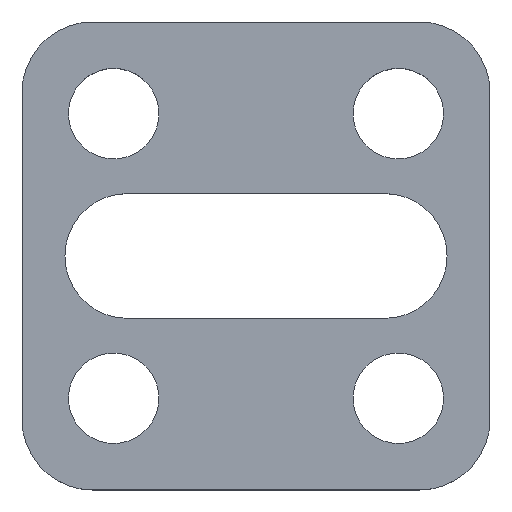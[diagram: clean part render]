
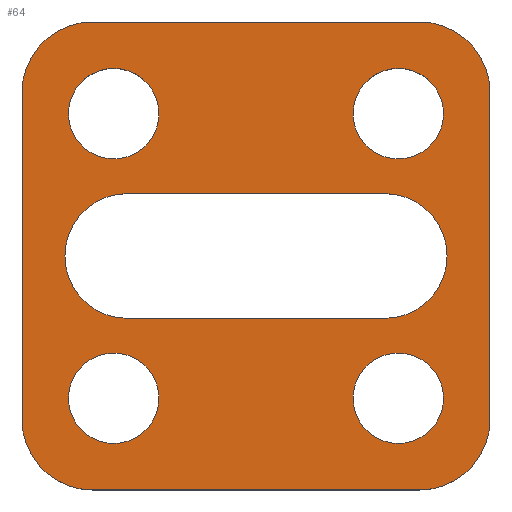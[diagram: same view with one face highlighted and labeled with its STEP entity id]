
A CAD part, top view. The second image highlights one B-rep face of the part: STEP entity #64.
In plain terms, the highlighted planar face has unit normal (0, 0, 1).
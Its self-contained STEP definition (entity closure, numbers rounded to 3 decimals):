
#64=ADVANCED_FACE('',(#90,#91,#92,#93,#94,#95),#82,.T.);
#82=PLANE('',#385);
#90=FACE_BOUND('',#110,.T.);
#91=FACE_BOUND('',#111,.T.);
#92=FACE_BOUND('',#112,.T.);
#93=FACE_BOUND('',#113,.T.);
#94=FACE_BOUND('',#114,.T.);
#95=FACE_BOUND('',#115,.T.);
#110=EDGE_LOOP('',(#162,#163,#164,#165));
#111=EDGE_LOOP('',(#166));
#112=EDGE_LOOP('',(#167));
#113=EDGE_LOOP('',(#168));
#114=EDGE_LOOP('',(#169));
#115=EDGE_LOOP('',(#170,#171,#172,#173,#174,#175,#176,#177));
#142=CIRCLE('',#375,4.);
#143=CIRCLE('',#376,4.);
#144=CIRCLE('',#377,2.9);
#145=CIRCLE('',#378,2.9);
#146=CIRCLE('',#379,2.9);
#147=CIRCLE('',#380,2.9);
#148=CIRCLE('',#381,4.5);
#149=CIRCLE('',#382,4.5);
#150=CIRCLE('',#383,4.5);
#151=CIRCLE('',#384,4.5);
#162=ORIENTED_EDGE('',*,*,#282,.T.);
#163=ORIENTED_EDGE('',*,*,#283,.F.);
#164=ORIENTED_EDGE('',*,*,#284,.F.);
#165=ORIENTED_EDGE('',*,*,#285,.F.);
#166=ORIENTED_EDGE('',*,*,#286,.T.);
#167=ORIENTED_EDGE('',*,*,#287,.T.);
#168=ORIENTED_EDGE('',*,*,#288,.T.);
#169=ORIENTED_EDGE('',*,*,#289,.T.);
#170=ORIENTED_EDGE('',*,*,#290,.F.);
#171=ORIENTED_EDGE('',*,*,#291,.T.);
#172=ORIENTED_EDGE('',*,*,#292,.F.);
#173=ORIENTED_EDGE('',*,*,#293,.T.);
#174=ORIENTED_EDGE('',*,*,#294,.F.);
#175=ORIENTED_EDGE('',*,*,#295,.T.);
#176=ORIENTED_EDGE('',*,*,#296,.F.);
#177=ORIENTED_EDGE('',*,*,#297,.T.);
#250=VERTEX_POINT('',#517);
#251=VERTEX_POINT('',#518);
#252=VERTEX_POINT('',#520);
#253=VERTEX_POINT('',#522);
#254=VERTEX_POINT('',#525);
#255=VERTEX_POINT('',#527);
#256=VERTEX_POINT('',#529);
#257=VERTEX_POINT('',#531);
#258=VERTEX_POINT('',#533);
#259=VERTEX_POINT('',#534);
#260=VERTEX_POINT('',#536);
#261=VERTEX_POINT('',#538);
#262=VERTEX_POINT('',#540);
#263=VERTEX_POINT('',#542);
#264=VERTEX_POINT('',#544);
#265=VERTEX_POINT('',#546);
#282=EDGE_CURVE('',#250,#251,#326,.T.);
#283=EDGE_CURVE('',#252,#251,#142,.T.);
#284=EDGE_CURVE('',#253,#252,#327,.T.);
#285=EDGE_CURVE('',#250,#253,#143,.T.);
#286=EDGE_CURVE('',#254,#254,#144,.T.);
#287=EDGE_CURVE('',#255,#255,#145,.T.);
#288=EDGE_CURVE('',#256,#256,#146,.T.);
#289=EDGE_CURVE('',#257,#257,#147,.T.);
#290=EDGE_CURVE('',#258,#259,#328,.T.);
#291=EDGE_CURVE('',#258,#260,#148,.T.);
#292=EDGE_CURVE('',#261,#260,#329,.T.);
#293=EDGE_CURVE('',#261,#262,#149,.T.);
#294=EDGE_CURVE('',#263,#262,#330,.T.);
#295=EDGE_CURVE('',#263,#264,#150,.T.);
#296=EDGE_CURVE('',#265,#264,#331,.T.);
#297=EDGE_CURVE('',#265,#259,#151,.T.);
#326=LINE('',#516,#350);
#327=LINE('',#521,#351);
#328=LINE('',#532,#352);
#329=LINE('',#537,#353);
#330=LINE('',#541,#354);
#331=LINE('',#545,#355);
#350=VECTOR('',#415,1.);
#351=VECTOR('',#418,1.);
#352=VECTOR('',#429,1.);
#353=VECTOR('',#432,1.);
#354=VECTOR('',#435,1.);
#355=VECTOR('',#438,1.);
#375=AXIS2_PLACEMENT_3D('',#519,#416,#417);
#376=AXIS2_PLACEMENT_3D('',#523,#419,#420);
#377=AXIS2_PLACEMENT_3D('',#524,#421,#422);
#378=AXIS2_PLACEMENT_3D('',#526,#423,#424);
#379=AXIS2_PLACEMENT_3D('',#528,#425,#426);
#380=AXIS2_PLACEMENT_3D('',#530,#427,#428);
#381=AXIS2_PLACEMENT_3D('',#535,#430,#431);
#382=AXIS2_PLACEMENT_3D('',#539,#433,#434);
#383=AXIS2_PLACEMENT_3D('',#543,#436,#437);
#384=AXIS2_PLACEMENT_3D('',#547,#439,#440);
#385=AXIS2_PLACEMENT_3D('',#548,#441,#442);
#415=DIRECTION('',(1.,0.,0.));
#416=DIRECTION('',(0.,0.,1.));
#417=DIRECTION('',(1.,0.,0.));
#418=DIRECTION('',(1.,0.,0.));
#419=DIRECTION('',(0.,0.,1.));
#420=DIRECTION('',(1.,0.,0.));
#421=DIRECTION('',(0.,0.,-1.));
#422=DIRECTION('',(0.,-1.,0.));
#423=DIRECTION('',(0.,0.,-1.));
#424=DIRECTION('',(1.,0.,0.));
#425=DIRECTION('',(0.,0.,-1.));
#426=DIRECTION('',(0.,1.,0.));
#427=DIRECTION('',(0.,0.,-1.));
#428=DIRECTION('',(-1.,0.,0.));
#429=DIRECTION('',(1.,0.,0.));
#430=DIRECTION('',(0.,0.,1.));
#431=DIRECTION('',(1.,0.,0.));
#432=DIRECTION('',(0.,1.,0.));
#433=DIRECTION('',(0.,0.,1.));
#434=DIRECTION('',(1.,0.,0.));
#435=DIRECTION('',(-1.,0.,0.));
#436=DIRECTION('',(0.,0.,1.));
#437=DIRECTION('',(1.,0.,0.));
#438=DIRECTION('',(0.,-1.,0.));
#439=DIRECTION('',(0.,0.,1.));
#440=DIRECTION('',(1.,0.,0.));
#441=DIRECTION('',(0.,0.,1.));
#442=DIRECTION('',(1.,0.,0.));
#516=CARTESIAN_POINT('',(15.,19.,1.5));
#517=CARTESIAN_POINT('',(6.75,19.,1.5));
#518=CARTESIAN_POINT('',(23.25,19.,1.5));
#519=CARTESIAN_POINT('',(23.25,15.,1.5));
#520=CARTESIAN_POINT('',(23.25,11.,1.5));
#521=CARTESIAN_POINT('',(15.,11.,1.5));
#522=CARTESIAN_POINT('',(6.75,11.,1.5));
#523=CARTESIAN_POINT('',(6.75,15.,1.5));
#524=CARTESIAN_POINT('',(5.875,5.875,1.5));
#525=CARTESIAN_POINT('',(5.875,2.975,1.5));
#526=CARTESIAN_POINT('',(24.125,5.875,1.5));
#527=CARTESIAN_POINT('',(27.025,5.875,1.5));
#528=CARTESIAN_POINT('',(24.125,24.125,1.5));
#529=CARTESIAN_POINT('',(24.125,27.025,1.5));
#530=CARTESIAN_POINT('',(5.875,24.125,1.5));
#531=CARTESIAN_POINT('',(2.975,24.125,1.5));
#532=CARTESIAN_POINT('',(15.,30.,1.5));
#533=CARTESIAN_POINT('',(4.5,30.,1.5));
#534=CARTESIAN_POINT('',(25.5,30.,1.5));
#535=CARTESIAN_POINT('',(4.5,25.5,1.5));
#536=CARTESIAN_POINT('',(0.,25.5,1.5));
#537=CARTESIAN_POINT('',(0.,15.,1.5));
#538=CARTESIAN_POINT('',(0.,4.5,1.5));
#539=CARTESIAN_POINT('',(4.5,4.5,1.5));
#540=CARTESIAN_POINT('',(4.5,0.,1.5));
#541=CARTESIAN_POINT('',(15.,0.,1.5));
#542=CARTESIAN_POINT('',(25.5,0.,1.5));
#543=CARTESIAN_POINT('',(25.5,4.5,1.5));
#544=CARTESIAN_POINT('',(30.,4.5,1.5));
#545=CARTESIAN_POINT('',(30.,15.,1.5));
#546=CARTESIAN_POINT('',(30.,25.5,1.5));
#547=CARTESIAN_POINT('',(25.5,25.5,1.5));
#548=CARTESIAN_POINT('',(15.,15.,1.5));
